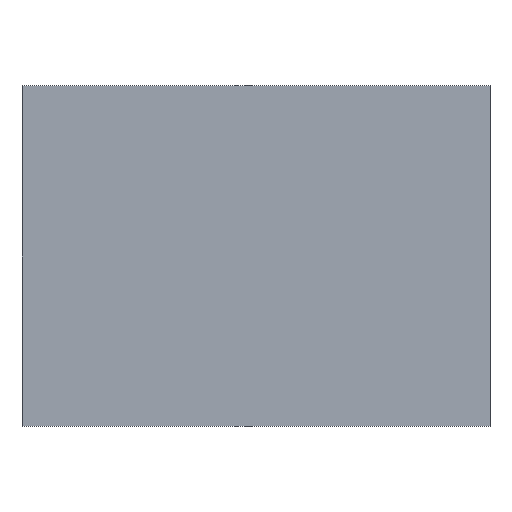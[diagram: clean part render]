
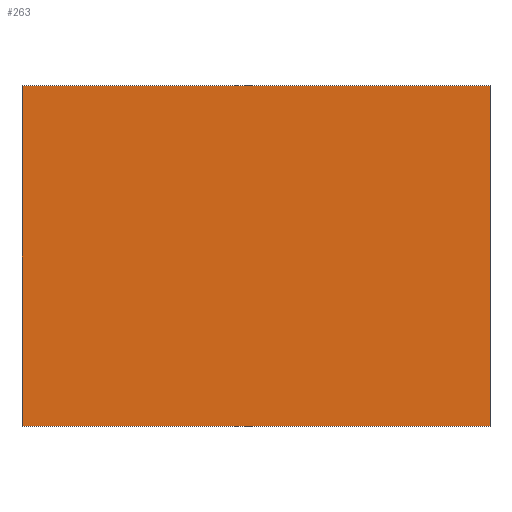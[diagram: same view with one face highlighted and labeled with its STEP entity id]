
A CAD part, front view. The second image highlights one B-rep face of the part: STEP entity #263.
In plain terms, the highlighted planar face has unit normal (0, -1, 0).
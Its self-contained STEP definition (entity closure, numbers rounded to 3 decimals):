
#27=FACE_OUTER_BOUND('',#41,.T.);
#41=EDGE_LOOP('',(#205,#206,#207,#208));
#55=LINE('',#390,#87);
#70=LINE('',#422,#102);
#73=LINE('',#429,#105);
#74=LINE('',#430,#106);
#87=VECTOR('',#315,10.);
#102=VECTOR('',#340,10.);
#105=VECTOR('',#347,10.);
#106=VECTOR('',#348,10.);
#119=VERTEX_POINT('',#387);
#120=VERTEX_POINT('',#389);
#132=VERTEX_POINT('',#421);
#134=VERTEX_POINT('',#428);
#143=EDGE_CURVE('',#120,#119,#55,.T.);
#159=EDGE_CURVE('',#132,#120,#70,.T.);
#163=EDGE_CURVE('',#134,#119,#73,.T.);
#164=EDGE_CURVE('',#132,#134,#74,.T.);
#205=ORIENTED_EDGE('',*,*,#143,.T.);
#206=ORIENTED_EDGE('',*,*,#163,.F.);
#207=ORIENTED_EDGE('',*,*,#164,.F.);
#208=ORIENTED_EDGE('',*,*,#159,.T.);
#251=PLANE('',#293);
#263=ADVANCED_FACE('',(#27),#251,.T.);
#293=AXIS2_PLACEMENT_3D('',#427,#345,#346);
#315=DIRECTION('',(1.,0.,0.));
#340=DIRECTION('',(0.,0.,-1.));
#345=DIRECTION('center_axis',(0.,-1.,0.));
#346=DIRECTION('ref_axis',(0.,0.,-1.));
#347=DIRECTION('',(0.,0.,-1.));
#348=DIRECTION('',(1.,0.,0.));
#387=CARTESIAN_POINT('',(15.,-67.,-5.582));
#389=CARTESIAN_POINT('',(4.,-67.,-5.582));
#390=CARTESIAN_POINT('',(4.,-67.,-5.582));
#421=CARTESIAN_POINT('',(4.,-67.,2.418));
#422=CARTESIAN_POINT('',(4.,-67.,2.418));
#427=CARTESIAN_POINT('Origin',(4.,-67.,2.418));
#428=CARTESIAN_POINT('',(15.,-67.,2.418));
#429=CARTESIAN_POINT('',(15.,-67.,-1.832));
#430=CARTESIAN_POINT('',(4.,-67.,2.418));
